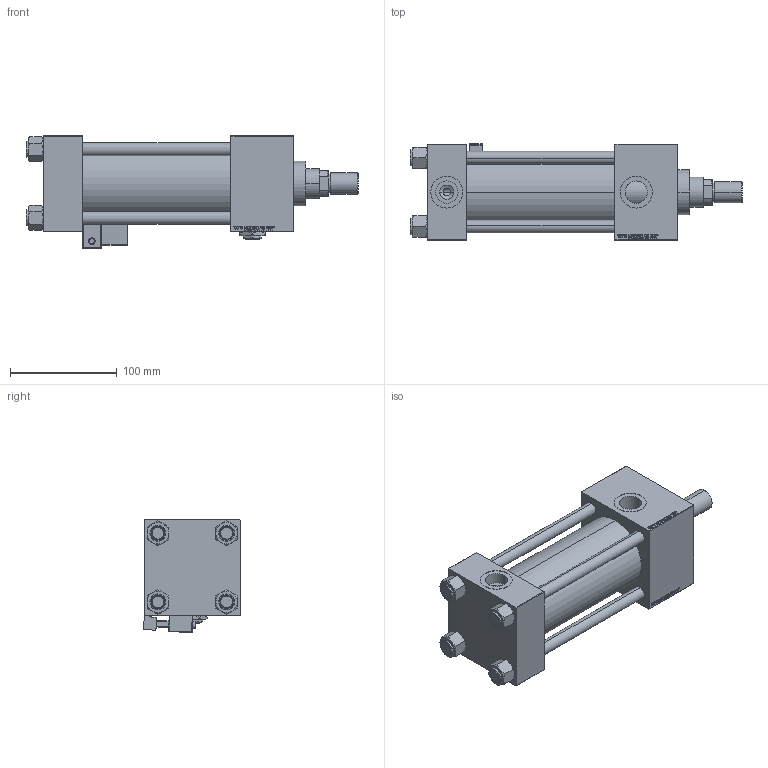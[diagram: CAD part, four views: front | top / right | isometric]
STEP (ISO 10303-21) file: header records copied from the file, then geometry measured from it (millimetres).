
FILE_DESCRIPTION (( 'STEP AP203' ), '1' );
FILE_NAME ('ae15.STEP', '2024-06-06T07:25:40', ( '' ), ( '' ), 'SwSTEP 2.0', 'SolidWorks 2019', '' );
FILE_SCHEMA (( 'CONFIG_CONTROL_DESIGN' ));
Length unit declared in the file: millimetre
Products named in the file (9): V215CR_C_TYCINKA 792e1387f9b5e7f96b90bbaafd1b7666; ae15; Zatka_pro_OIL_PORT 792e1387f9b5e7f96b90bbaafd1b7666; V215CR_VCP_C 792e1387f9b5e7f96b90bbaafd1b7666; V215_VC_A 792e1387f9b5e7f96b90bbaafd1b7666; V215CR_MSU 792e1387f9b5e7f96b90bbaafd1b7666; ROD_END_AH 792e1387f9b5e7f96b90bbaafd1b7666; V215CR_C_Body 792e1387f9b5e7f96b90bbaafd1b7666; NUT_M5_C 792e1387f9b5e7f96b90bbaafd1b7666
Assembly tree (14 placements, depth 2):
  ae15
    V215CR_C_Body 792e1387f9b5e7f96b90bbaafd1b7666
    V215CR_VCP_C 792e1387f9b5e7f96b90bbaafd1b7666
    NUT_M5_C 792e1387f9b5e7f96b90bbaafd1b7666  x4
    V215CR_C_TYCINKA 792e1387f9b5e7f96b90bbaafd1b7666  x4
    V215_VC_A 792e1387f9b5e7f96b90bbaafd1b7666
    ROD_END_AH 792e1387f9b5e7f96b90bbaafd1b7666
    V215CR_MSU 792e1387f9b5e7f96b90bbaafd1b7666
    Zatka_pro_OIL_PORT 792e1387f9b5e7f96b90bbaafd1b7666
Bounding box: 311 x 90.53 x 105.78 mm (x, y, z)
Volume: 1106897 mm3; surface area: 242096.8 mm2
Topology: 14 solids, 14 shells, 1287 faces, 3194 edges, 2047 vertices
Faces by surface type: plane 583, bspline 392, cone 160, cylinder 124, torus 16, sphere 12
Entity records: 54582 total; most frequent: CARTESIAN_POINT 28105, ORIENTED_EDGE 5856, DIRECTION 3960, EDGE_CURVE 2928, VERTEX_POINT 1903, VECTOR 1738, LINE 1738, EDGE_LOOP 1305
